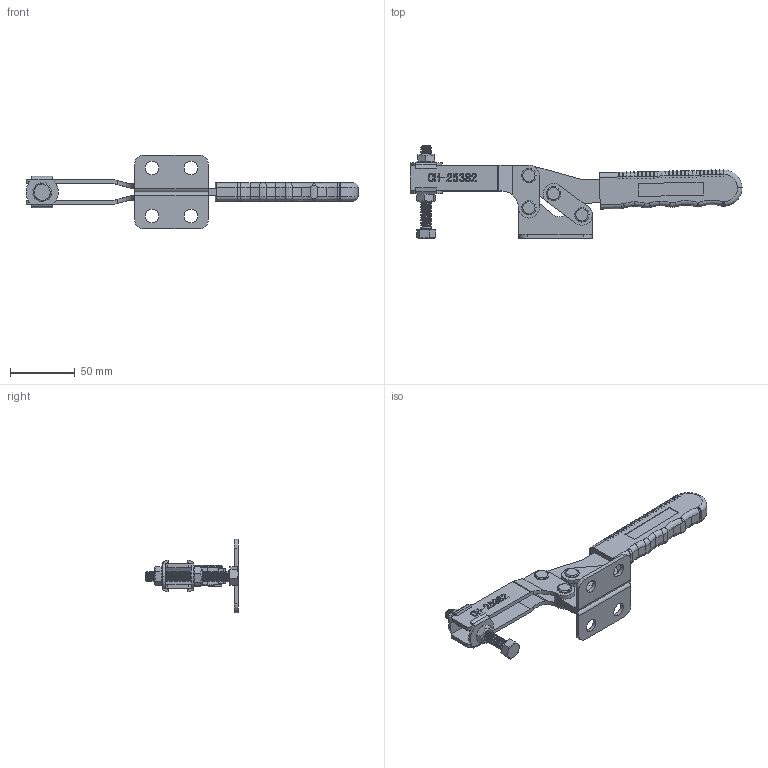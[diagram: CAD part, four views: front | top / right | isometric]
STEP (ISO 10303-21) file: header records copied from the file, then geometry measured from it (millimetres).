
FILE_DESCRIPTION (( 'STEP AP203' ), '1' );
FILE_NAME ('CH-25382.STEP', '2017-11-19T08:06:19', ( 'Windows' ), ( 'Microsoft' ), 'SwSTEP 2.0', 'SolidWorks 2015', '' );
FILE_SCHEMA (( 'CONFIG_CONTROL_DESIGN' ));
Length unit declared in the file: millimetre
Products named in the file (10): 25382-04; 25382-05; FW380; M8; 086512; 01; 25382-01; CH-25382; 25382-02; 25382-03
Assembly tree (15 placements, depth 2):
  CH-25382
    25382-01
    25382-02
    25382-03
    25382-04  x2
    25382-05  x4
    FW380  x2
    M8  x2
    086512
    01
Bounding box: 256.77 x 71.5 x 57 mm (x, y, z)
Volume: 88847.6 mm3; surface area: 55658.3 mm2
Topology: 17 solids, 17 shells, 1151 faces, 2970 edges, 1882 vertices
Faces by surface type: cylinder 448, plane 361, bspline 208, torus 106, cone 22, sphere 6
Entity records: 46379 total; most frequent: CARTESIAN_POINT 21067, ORIENTED_EDGE 5456, DIRECTION 4438, EDGE_CURVE 2728, VERTEX_POINT 1730, AXIS2_PLACEMENT_3D 1535, LINE 1368, VECTOR 1368
